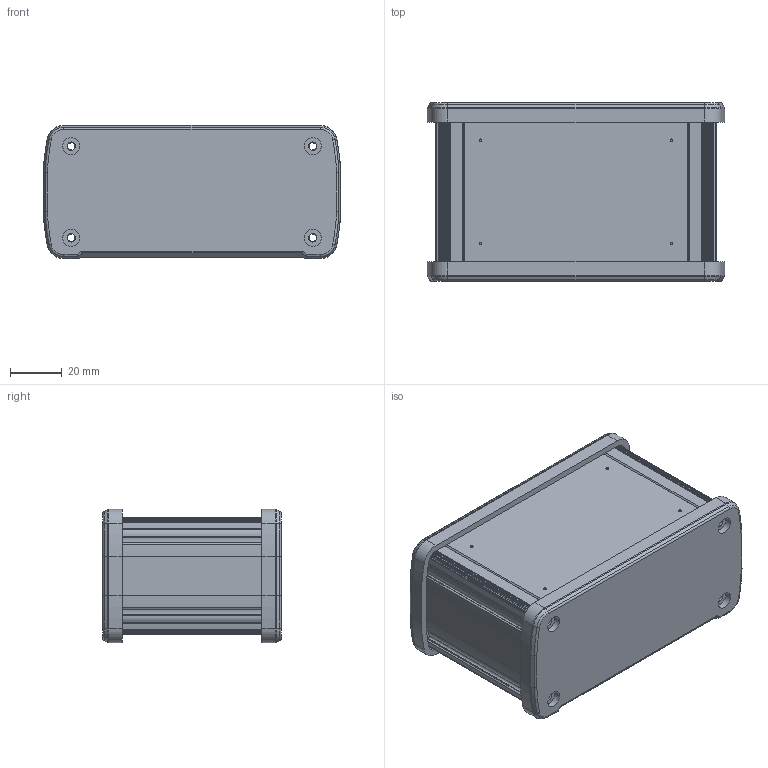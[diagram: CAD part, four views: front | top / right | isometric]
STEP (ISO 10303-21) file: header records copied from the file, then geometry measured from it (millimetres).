
FILE_DESCRIPTION (( 'STEP AP214' ), '1' );
FILE_NAME ('ALUG705060.STEP', '2015-07-11T06:50:24', ( 'AsusUser' ), ( '' ), 'SwSTEP 2.0', 'SolidWorks 2014', '' );
FILE_SCHEMA (( 'AUTOMOTIVE_DESIGN' ));
Length unit declared in the file: millimetre
Products named in the file (3): ALUG705040-BODY; ALUG705060; ALUG705-PANEL
Assembly tree (3 placements, depth 2):
  ALUG705060
    ALUG705040-BODY
    ALUG705-PANEL  x2
Bounding box: 115.1 x 69 x 51.6 mm (x, y, z)
Volume: 97861.9 mm3; surface area: 77710.1 mm2
Topology: 3 solids, 3 shells, 730 faces, 1874 edges, 1160 vertices
Faces by surface type: cylinder 348, plane 270, torus 80, cone 16, sphere 16
Entity records: 15708 total; most frequent: DIRECTION 2808, CARTESIAN_POINT 2791, ORIENTED_EDGE 2656, EDGE_CURVE 1328, AXIS2_PLACEMENT_3D 1003, VERTEX_POINT 846, VECTOR 802, LINE 802
